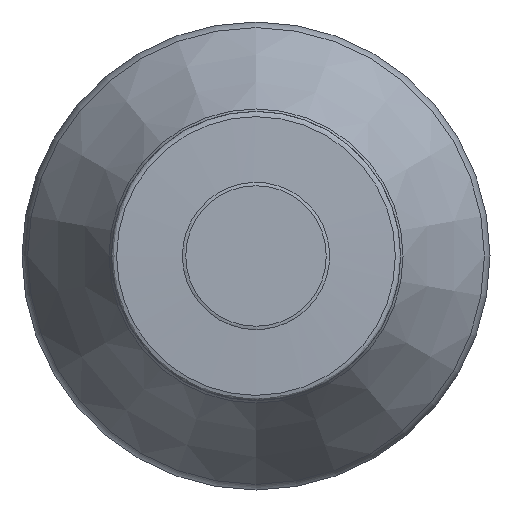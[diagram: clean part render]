
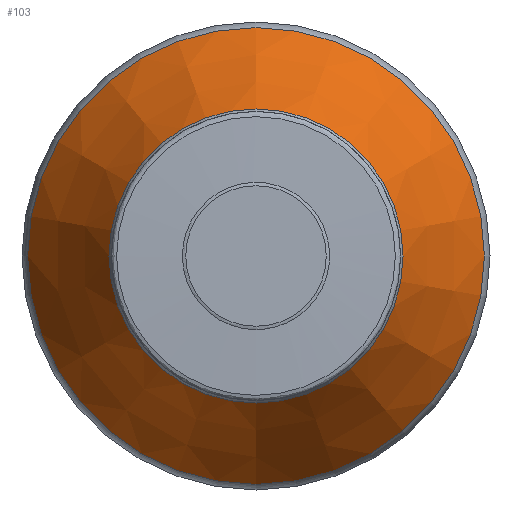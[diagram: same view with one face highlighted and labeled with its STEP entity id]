
A CAD part, left-side view. The second image highlights one B-rep face of the part: STEP entity #103.
In plain terms, the highlighted conical face has half-angle 30.256 degrees and reference radius 16.591 mm.
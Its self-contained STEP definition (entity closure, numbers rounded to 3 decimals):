
#81=CONICAL_SURFACE('',#405,16.591,30.256);
#103=ADVANCED_FACE('',(#154,#155),#81,.T.);
#154=FACE_BOUND('',#207,.T.);
#155=FACE_BOUND('',#208,.T.);
#207=EDGE_LOOP('',(#263));
#208=EDGE_LOOP('',(#264));
#263=ORIENTED_EDGE('',*,*,#333,.T.);
#264=ORIENTED_EDGE('',*,*,#332,.F.);
#304=VERTEX_POINT('',#580);
#305=VERTEX_POINT('',#583);
#332=EDGE_CURVE('',#304,#304,#360,.T.);
#333=EDGE_CURVE('',#305,#305,#361,.T.);
#360=CIRCLE('',#402,16.591);
#361=CIRCLE('',#404,10.681);
#402=AXIS2_PLACEMENT_3D('',#579,#482,#483);
#404=AXIS2_PLACEMENT_3D('',#582,#486,#487);
#405=AXIS2_PLACEMENT_3D('',#584,#488,#489);
#482=DIRECTION('',(1.,0.,0.));
#483=DIRECTION('',(0.,0.,1.));
#486=DIRECTION('',(1.,0.,0.));
#487=DIRECTION('',(0.,0.,1.));
#488=DIRECTION('',(1.,0.,0.));
#489=DIRECTION('',(0.,0.,-1.));
#579=CARTESIAN_POINT('',(58.299,0.,0.));
#580=CARTESIAN_POINT('',(58.299,0.,16.591));
#582=CARTESIAN_POINT('',(48.168,0.,0.));
#583=CARTESIAN_POINT('',(48.168,0.,10.681));
#584=CARTESIAN_POINT('',(58.299,0.,0.));
